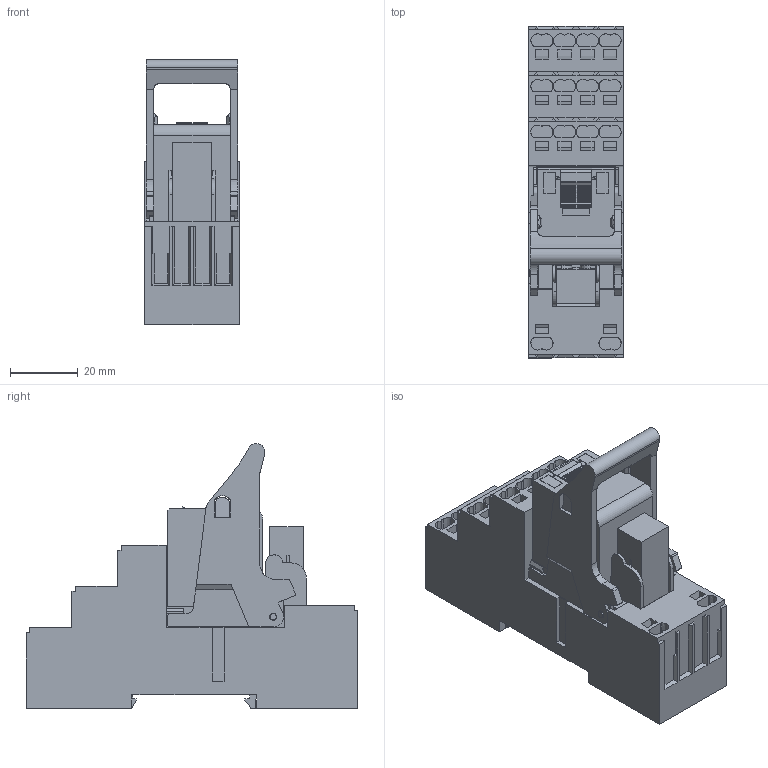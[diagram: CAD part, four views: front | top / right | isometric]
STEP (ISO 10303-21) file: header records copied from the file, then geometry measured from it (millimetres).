
FILE_DESCRIPTION(('CATIA V5R24 STEP','CAx-IF Rec.Pracs.--- Model Styling and Organization---1.2---2011-12-15'),'2;1');
FILE_NAME ('7828212_4', '2018-01-30T13:50:17+00:00', ('Weidmueller Interface'), ('Weidmueller'), 'CATIA Version 5-6 Release 2014 SP4', 'CATIA V5 STEP AP214', 'none');
FILE_SCHEMA(('AUTOMOTIVE_DESIGN { 1 0 10303 214 1 1 1 1 }'));
Length unit declared in the file: millimetre
Products named in the file (1): S3D_RCMKITP_I_24VDC_2CO_LD
Bounding box: 28 x 98 x 78.29 mm (x, y, z)
Volume: 105543.8 mm3; surface area: 31720.8 mm2
Topology: 15 solids, 16 shells, 862 faces, 2419 edges, 1645 vertices
Faces by surface type: plane 641, cylinder 118, extrusion 103
Entity records: 28465 total; most frequent: CARTESIAN_POINT 6579, ORIENTED_EDGE 4838, DIRECTION 3334, EDGE_CURVE 2419, VECTOR 1952, LINE 1849, VERTEX_POINT 1645, EDGE_LOOP 928
